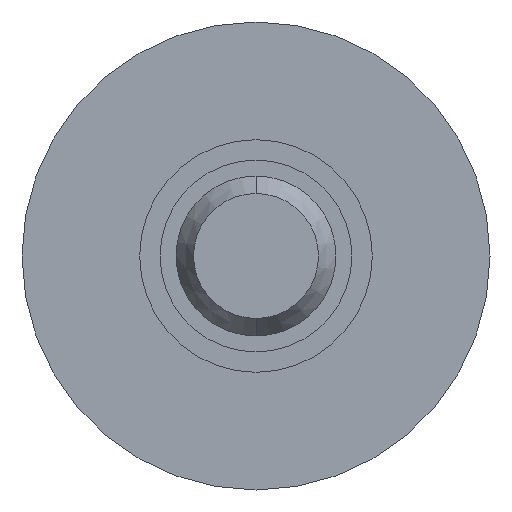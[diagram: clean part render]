
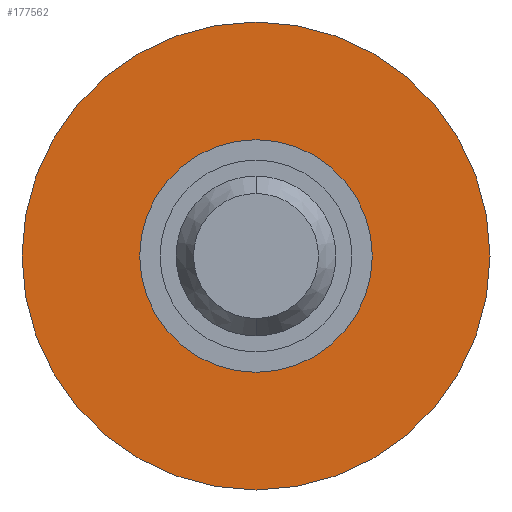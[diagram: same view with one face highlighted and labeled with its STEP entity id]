
A CAD part, front view. The second image highlights one B-rep face of the part: STEP entity #177562.
In plain terms, the highlighted planar face has unit normal (0, -1, 0).
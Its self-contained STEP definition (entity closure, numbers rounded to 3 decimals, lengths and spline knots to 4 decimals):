
#33476=CARTESIAN_POINT('',(0.,-5.25,0.));
#33477=DIRECTION('',(0.,-1.,0.));
#33478=DIRECTION('',(0.,0.,-1.));
#33479=AXIS2_PLACEMENT_3D('',#33476,#33477,#33478);
#33485=CARTESIAN_POINT('',(0.,-5.25,0.));
#33486=DIRECTION('',(0.,1.,0.));
#33487=DIRECTION('',(0.,0.,-1.));
#33488=AXIS2_PLACEMENT_3D('',#33485,#33486,#33487);
#33510=CARTESIAN_POINT('',(0.,-5.25,0.));
#33511=DIRECTION('',(0.,1.,0.));
#33512=DIRECTION('',(0.,0.,-1.));
#33513=AXIS2_PLACEMENT_3D('',#33510,#33511,#33512);
#33515=CARTESIAN_POINT('',(0.,-5.25,0.));
#33516=DIRECTION('',(0.,1.,0.));
#33517=DIRECTION('',(0.,0.,1.));
#33518=AXIS2_PLACEMENT_3D('',#33515,#33516,#33517);
#38223=CARTESIAN_POINT('',(0.,-5.25,-2.));
#38224=CARTESIAN_POINT('',(0.,-5.25,2.));
#38225=VERTEX_POINT('',#38223);
#38226=VERTEX_POINT('',#38224);
#39277=CARTESIAN_POINT('',(0.,-5.25,-4.025));
#39279=VERTEX_POINT('',#39277);
#39281=CARTESIAN_POINT('',(0.,-5.25,4.025));
#39283=VERTEX_POINT('',#39281);
#177547=CARTESIAN_POINT('',(0.,-5.25,0.));
#177548=DIRECTION('',(0.,1.,0.));
#177549=DIRECTION('',(0.,0.,-1.));
#177550=AXIS2_PLACEMENT_3D('',#177547,#177548,#177549);
#177551=PLANE('',#177550);
#177552=ORIENTED_EDGE('',*,*,#177526,.F.);
#177553=ORIENTED_EDGE('',*,*,#177542,.T.);
#177554=EDGE_LOOP('',(#177552,#177553));
#177555=FACE_OUTER_BOUND('',#177554,.F.);
#177557=ORIENTED_EDGE('',*,*,#177556,.F.);
#177559=ORIENTED_EDGE('',*,*,#177558,.F.);
#177560=EDGE_LOOP('',(#177557,#177559));
#177561=FACE_BOUND('',#177560,.F.);
#33480=CIRCLE('',#33479,4.025);
#33489=CIRCLE('',#33488,4.025);
#33514=CIRCLE('',#33513,2.);
#33519=CIRCLE('',#33518,2.);
#177526=EDGE_CURVE('',#39279,#39283,#33480,.T.);
#177542=EDGE_CURVE('',#39279,#39283,#33489,.T.);
#177556=EDGE_CURVE('',#38225,#38226,#33514,.T.);
#177558=EDGE_CURVE('',#38226,#38225,#33519,.T.);
#177562=ADVANCED_FACE('',(#177555,#177561),#177551,.F.);
